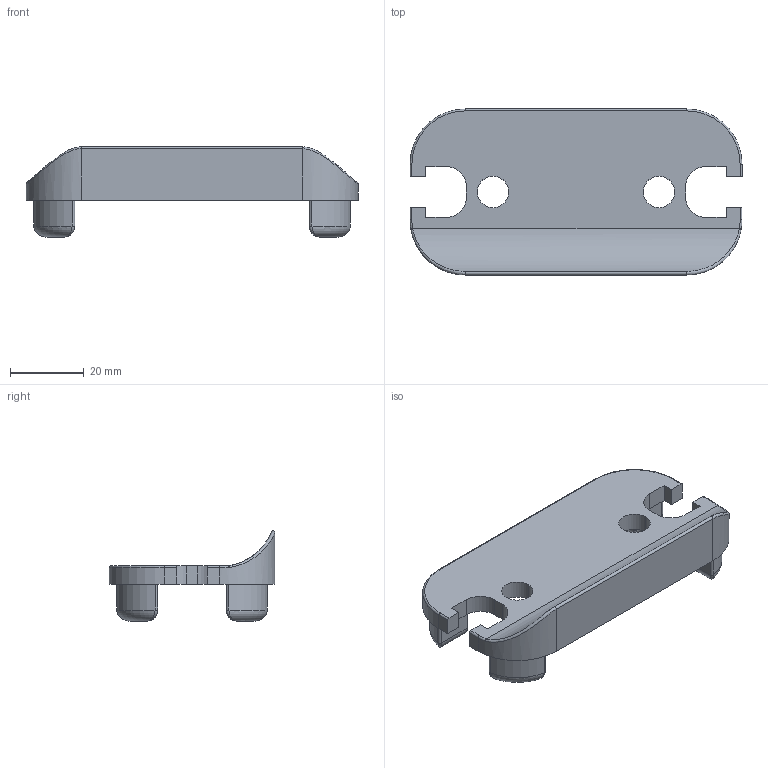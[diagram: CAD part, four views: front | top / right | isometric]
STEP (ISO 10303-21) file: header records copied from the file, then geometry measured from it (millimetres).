
FILE_DESCRIPTION (( 'STEP AP203' ), '1' );
FILE_NAME ('800.029.107-2.STEP', '2013-01-21T10:45:18', ( '' ), ( '' ), 'SwSTEP 2.0', 'SolidWorks 2011', '' );
FILE_SCHEMA (( 'CONFIG_CONTROL_DESIGN' ));
Length unit declared in the file: millimetre
Products named in the file (1): 800.029.107-2
Bounding box: 90 x 45 x 24.48 mm (x, y, z)
Volume: 23619.2 mm3; surface area: 10974.2 mm2
Topology: 1 solids, 1 shells, 101 faces, 253 edges, 146 vertices
Faces by surface type: cylinder 45, plane 34, bspline 14, torus 8
Entity records: 4026 total; most frequent: CARTESIAN_POINT 1675, ORIENTED_EDGE 482, DIRECTION 465, EDGE_CURVE 241, AXIS2_PLACEMENT_3D 168, VERTEX_POINT 146, VECTOR 129, LINE 129
